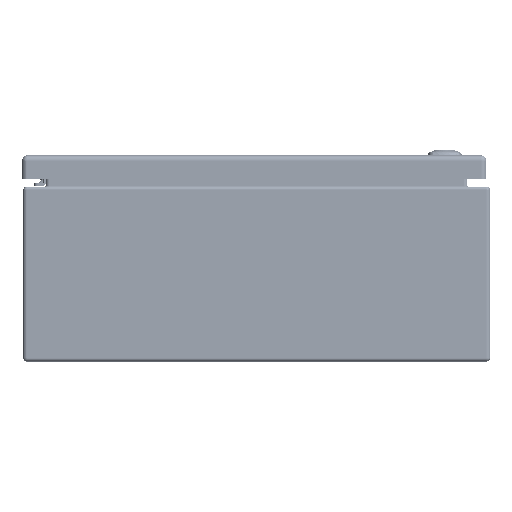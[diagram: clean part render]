
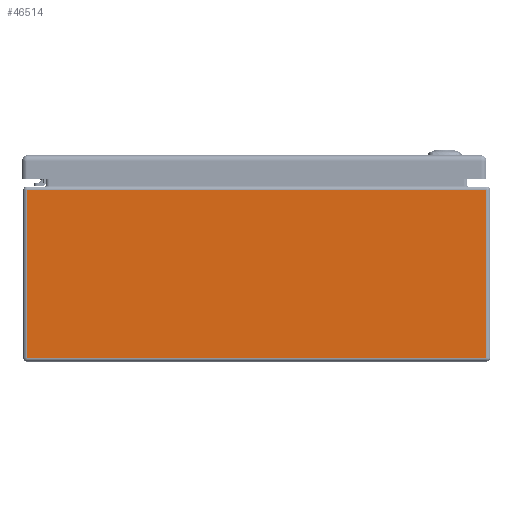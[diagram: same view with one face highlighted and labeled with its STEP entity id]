
A CAD part, front view. The second image highlights one B-rep face of the part: STEP entity #46514.
In plain terms, the highlighted planar face has unit normal (0, -1, 0).
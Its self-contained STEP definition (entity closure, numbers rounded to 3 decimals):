
#4054=LINE('',#66291,#7699);
#4055=LINE('',#66293,#7700);
#4056=LINE('',#66295,#7701);
#4057=LINE('',#66296,#7702);
#7699=VECTOR('',#54354,0.394);
#7700=VECTOR('',#54355,0.394);
#7701=VECTOR('',#54356,0.394);
#7702=VECTOR('',#54357,0.394);
#11926=FACE_OUTER_BOUND('',#14748,.T.);
#14748=EDGE_LOOP('',(#31117,#31118,#31119,#31120));
#19398=VERTEX_POINT('',#66286);
#19399=VERTEX_POINT('',#66290);
#19400=VERTEX_POINT('',#66292);
#19401=VERTEX_POINT('',#66294);
#23930=EDGE_CURVE('',#19398,#19399,#4054,.T.);
#23931=EDGE_CURVE('',#19400,#19398,#4055,.T.);
#23932=EDGE_CURVE('',#19401,#19400,#4056,.T.);
#23933=EDGE_CURVE('',#19399,#19401,#4057,.T.);
#31117=ORIENTED_EDGE('',*,*,#23930,.F.);
#31118=ORIENTED_EDGE('',*,*,#23931,.F.);
#31119=ORIENTED_EDGE('',*,*,#23932,.F.);
#31120=ORIENTED_EDGE('',*,*,#23933,.F.);
#45188=PLANE('',#50193);
#46514=ADVANCED_FACE('',(#11926),#45188,.F.);
#50193=AXIS2_PLACEMENT_3D('',#66289,#54352,#54353);
#54352=DIRECTION('center_axis',(0.,1.,0.));
#54353=DIRECTION('ref_axis',(1.,0.,0.));
#54354=DIRECTION('',(-1.,0.,0.));
#54355=DIRECTION('',(0.,0.,-1.));
#54356=DIRECTION('',(1.,0.,0.));
#54357=DIRECTION('',(0.,0.,1.));
#66286=CARTESIAN_POINT('',(7.879,-10.,0.121));
#66289=CARTESIAN_POINT('Origin',(0.,-10.,
3.017));
#66290=CARTESIAN_POINT('',(-7.879,-10.,0.121));
#66291=CARTESIAN_POINT('',(0.,-10.,0.121));
#66292=CARTESIAN_POINT('',(7.879,-10.,5.879));
#66293=CARTESIAN_POINT('',(7.879,-10.,3.017));
#66294=CARTESIAN_POINT('',(-7.879,-10.,5.879));
#66295=CARTESIAN_POINT('',(-5.414,-10.,5.879));
#66296=CARTESIAN_POINT('',(-7.879,-10.,3.017));
